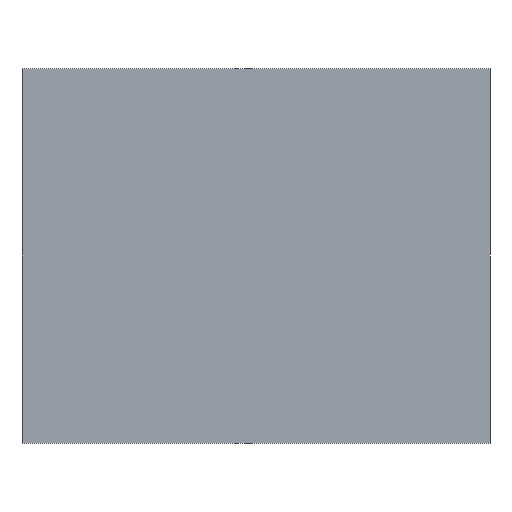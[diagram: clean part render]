
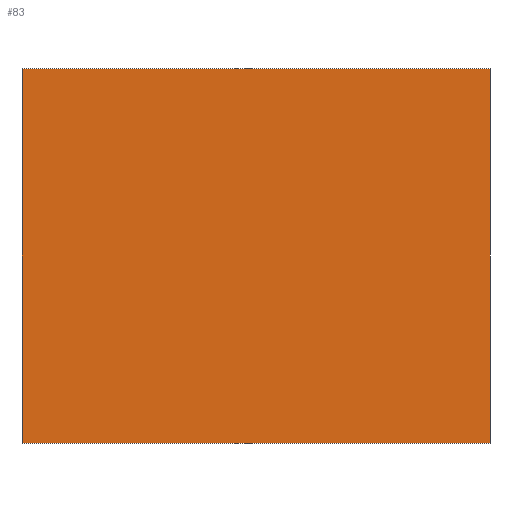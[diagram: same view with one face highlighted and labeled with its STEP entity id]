
A CAD part, front view. The second image highlights one B-rep face of the part: STEP entity #83.
In plain terms, the highlighted planar face has unit normal (0, -1, 0).
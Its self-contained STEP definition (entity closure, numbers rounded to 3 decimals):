
#5 = EDGE_CURVE ( 'NONE', #233, #191, #142, .T. ) ;
#7 = PLANE ( 'NONE',  #315 ) ;
#13 = VERTEX_POINT ( 'NONE', #25 ) ;
#16 = CARTESIAN_POINT ( 'NONE',  ( -15.952, 0., -8.652 ) ) ;
#19 = EDGE_CURVE ( 'NONE', #191, #263, #261, .T. ) ;
#25 = CARTESIAN_POINT ( 'NONE',  ( -15.952, 0., -10.652 ) ) ;
#28 = DIRECTION ( 'NONE',  ( 1., 0., 0. ) ) ;
#50 = CARTESIAN_POINT ( 'NONE',  ( -18.452, 0., -8.652 ) ) ;
#56 = VECTOR ( 'NONE', #242, 1000. ) ;
#80 = EDGE_CURVE ( 'NONE', #263, #13, #149, .T. ) ;
#83 = ADVANCED_FACE ( 'NONE', ( #148 ), #7, .F. ) ;
#92 = VECTOR ( 'NONE', #153, 1000. ) ;
#111 = LINE ( 'NONE', #231, #92 ) ;
#115 = ORIENTED_EDGE ( 'NONE', *, *, #257, .F. ) ;
#118 = ORIENTED_EDGE ( 'NONE', *, *, #19, .F. ) ;
#124 = EDGE_LOOP ( 'NONE', ( #134, #115, #165, #118 ) ) ;
#125 = DIRECTION ( 'NONE',  ( 1., 0., 0. ) ) ;
#134 = ORIENTED_EDGE ( 'NONE', *, *, #5, .F. ) ;
#142 = LINE ( 'NONE', #144, #237 ) ;
#144 = CARTESIAN_POINT ( 'NONE',  ( -18.452, 0., -10.652 ) ) ;
#148 = FACE_OUTER_BOUND ( 'NONE', #124, .T. ) ;
#149 = LINE ( 'NONE', #240, #56 ) ;
#153 = DIRECTION ( 'NONE',  ( -1., 0., 0. ) ) ;
#165 = ORIENTED_EDGE ( 'NONE', *, *, #80, .F. ) ;
#189 = VECTOR ( 'NONE', #125, 1000. ) ;
#191 = VERTEX_POINT ( 'NONE', #221 ) ;
#194 = CARTESIAN_POINT ( 'NONE',  ( 0., 0., 0. ) ) ;
#196 = DIRECTION ( 'NONE',  ( 0., 1., 0. ) ) ;
#221 = CARTESIAN_POINT ( 'NONE',  ( -18.452, 0., -8.652 ) ) ;
#231 = CARTESIAN_POINT ( 'NONE',  ( -18.452, 0., -10.652 ) ) ;
#233 = VERTEX_POINT ( 'NONE', #271 ) ;
#235 = DIRECTION ( 'NONE',  ( 0., 0., 1. ) ) ;
#237 = VECTOR ( 'NONE', #235, 1000. ) ;
#240 = CARTESIAN_POINT ( 'NONE',  ( -15.952, 0., -10.652 ) ) ;
#242 = DIRECTION ( 'NONE',  ( 0., 0., -1. ) ) ;
#257 = EDGE_CURVE ( 'NONE', #13, #233, #111, .T. ) ;
#261 = LINE ( 'NONE', #50, #189 ) ;
#263 = VERTEX_POINT ( 'NONE', #16 ) ;
#271 = CARTESIAN_POINT ( 'NONE',  ( -18.452, 0., -10.652 ) ) ;
#315 = AXIS2_PLACEMENT_3D ( 'NONE', #194, #196, #28 ) ;
